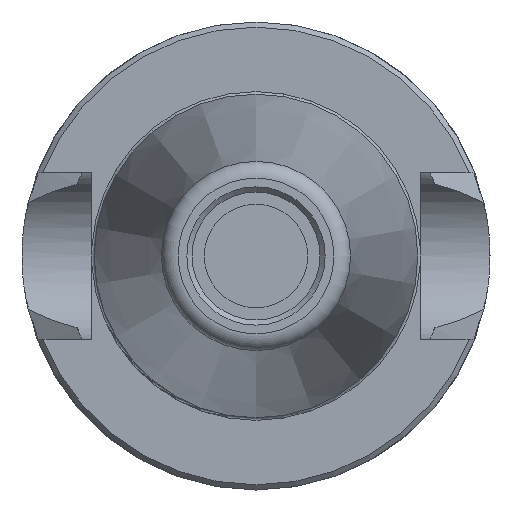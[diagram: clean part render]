
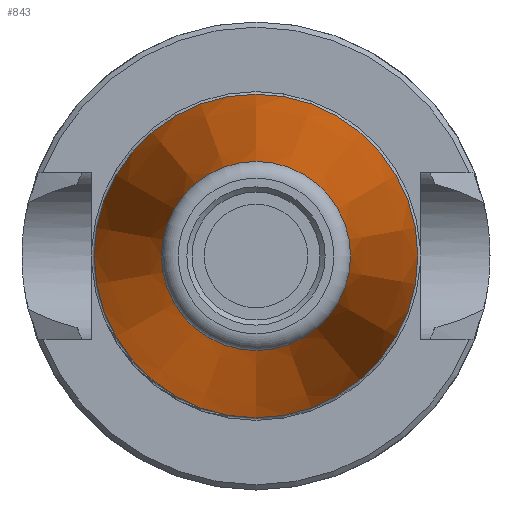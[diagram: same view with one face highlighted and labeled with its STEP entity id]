
A CAD part, left-side view. The second image highlights one B-rep face of the part: STEP entity #843.
In plain terms, the highlighted conical face has half-angle 7.973 degrees and reference radius 15.875 mm.
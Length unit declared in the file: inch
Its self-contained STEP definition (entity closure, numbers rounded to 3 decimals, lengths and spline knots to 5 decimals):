
#30=CONICAL_SURFACE('',#936,0.625,0.139);
#108=CIRCLE('',#932,0.36534);
#109=CIRCLE('',#933,0.36534);
#111=CIRCLE('',#937,0.625);
#112=CIRCLE('',#938,0.625);
#180=FACE_OUTER_BOUND('',#240,.T.);
#240=EDGE_LOOP('',(#665,#666,#667,#668,#669,#670));
#306=LINE('',#1837,#344);
#344=VECTOR('',#1114,0.625);
#401=VERTEX_POINT('',#1825);
#402=VERTEX_POINT('',#1827);
#404=VERTEX_POINT('',#1834);
#405=VERTEX_POINT('',#1835);
#497=EDGE_CURVE('',#401,#402,#108,.T.);
#498=EDGE_CURVE('',#402,#401,#109,.T.);
#500=EDGE_CURVE('',#404,#405,#111,.T.);
#501=EDGE_CURVE('',#405,#402,#306,.T.);
#502=EDGE_CURVE('',#405,#404,#112,.T.);
#665=ORIENTED_EDGE('',*,*,#500,.T.);
#666=ORIENTED_EDGE('',*,*,#501,.T.);
#667=ORIENTED_EDGE('',*,*,#497,.F.);
#668=ORIENTED_EDGE('',*,*,#498,.F.);
#669=ORIENTED_EDGE('',*,*,#501,.F.);
#670=ORIENTED_EDGE('',*,*,#502,.T.);
#843=ADVANCED_FACE('',(#180),#30,.T.);
#932=AXIS2_PLACEMENT_3D('',#1828,#1102,#1103);
#933=AXIS2_PLACEMENT_3D('',#1829,#1104,#1105);
#936=AXIS2_PLACEMENT_3D('',#1833,#1110,#1111);
#937=AXIS2_PLACEMENT_3D('',#1836,#1112,#1113);
#938=AXIS2_PLACEMENT_3D('',#1838,#1115,#1116);
#1102=DIRECTION('center_axis',(-1.,0.,0.));
#1103=DIRECTION('ref_axis',(0.,0.,-1.));
#1104=DIRECTION('center_axis',(-1.,0.,0.));
#1105=DIRECTION('ref_axis',(0.,0.,-1.));
#1110=DIRECTION('center_axis',(1.,0.,0.));
#1111=DIRECTION('ref_axis',(0.,0.,-1.));
#1112=DIRECTION('center_axis',(-1.,0.,0.));
#1113=DIRECTION('ref_axis',(0.,0.,1.));
#1114=DIRECTION('',(-0.99,0.,-0.139));
#1115=DIRECTION('center_axis',(-1.,0.,0.));
#1116=DIRECTION('ref_axis',(0.,0.,1.));
#1825=CARTESIAN_POINT('',(-1.85402,0.,-0.36534));
#1827=CARTESIAN_POINT('',(-1.85402,0.,0.36534));
#1828=CARTESIAN_POINT('Origin',(-1.85402,0.,0.));
#1829=CARTESIAN_POINT('Origin',(-1.85402,0.,0.));
#1833=CARTESIAN_POINT('Origin',(0.,0.,0.));
#1834=CARTESIAN_POINT('',(0.,0.,-0.625));
#1835=CARTESIAN_POINT('',(0.,0.,0.625));
#1836=CARTESIAN_POINT('Origin',(0.,0.,0.));
#1837=CARTESIAN_POINT('',(0.,0.,0.625));
#1838=CARTESIAN_POINT('Origin',(0.,0.,0.));
